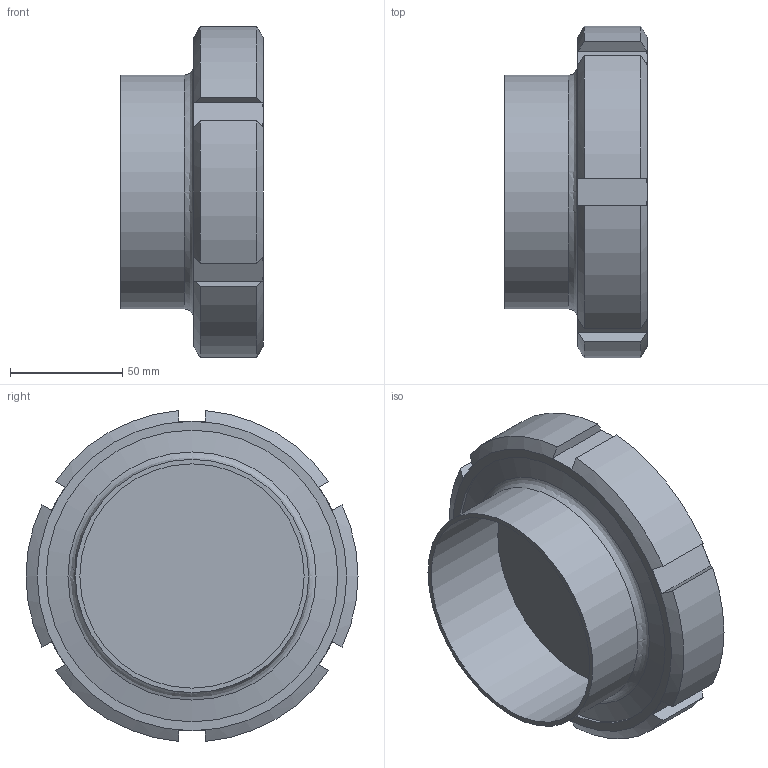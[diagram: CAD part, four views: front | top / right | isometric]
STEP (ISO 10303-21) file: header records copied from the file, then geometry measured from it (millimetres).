
FILE_DESCRIPTION((''),'2;1');
FILE_NAME('Schauglas DN100.stp','2010-12-17T12:50:28',('prost'),(''),'Autodesk Inventor 2010','Autodesk Inventor 2010','');
FILE_SCHEMA(('AUTOMOTIVE_DESIGN { 1 0 10303 214 1 1 1 1 }'));
Length unit declared in the file: millimetre
Products named in the file (1): 602012001_Schauglas DN100_Konturvereinfachung_1
Bounding box: 63.5 x 148 x 147.51 mm (x, y, z)
Volume: 404921 mm3; surface area: 104425.5 mm2
Topology: 1 solids, 1 shells, 60 faces, 133 edges, 84 vertices
Faces by surface type: plane 29, cylinder 16, cone 14, bspline 1
Full cylindrical faces by diameter (mm): 81 x1, 100 x2, 104 x2, 113.8 x1, 117 x1, 118 x1, 130 x2
Entity records: 1667 total; most frequent: CARTESIAN_POINT 401, DIRECTION 236, ORIENTED_EDGE 236, EDGE_CURVE 118, AXIS2_PLACEMENT_3D 106, VERTEX_POINT 82, EDGE_LOOP 82, STYLED_ITEM 61
